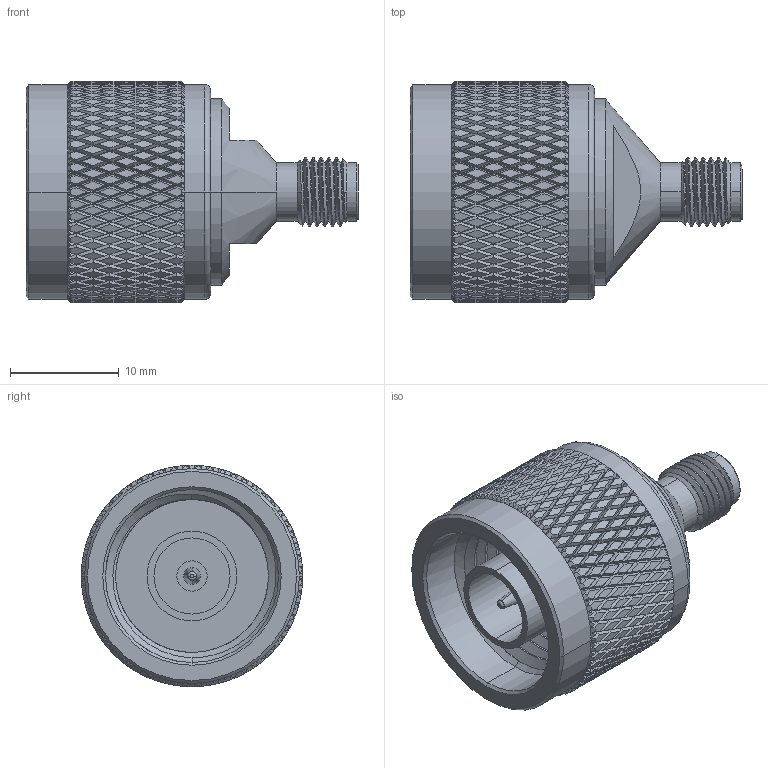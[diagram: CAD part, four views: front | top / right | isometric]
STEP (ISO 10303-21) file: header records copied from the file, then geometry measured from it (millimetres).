
FILE_DESCRIPTION (( 'STEP AP203' ), '1' );
FILE_NAME ('PE9081.step', '2018-10-11T14:30:01', ( '' ), ( '' ), 'SwSTEP 2.0', 'SolidWorks 2017', '' );
FILE_SCHEMA (( 'CONFIG_CONTROL_DESIGN' ));
Products named in the file (1): PE9081
Bounding box: 30.48 x 20.32 x 20.32 mm (x, y, z)
Volume: 4547.5 mm3; surface area: 4437.2 mm2
Topology: 4 solids, 4 shells, 2347 faces, 5001 edges, 2671 vertices
Faces by surface type: bspline 1798, cylinder 500, cone 26, plane 19, torus 4
Entity records: 92073 total; most frequent: CARTESIAN_POINT 61723, ORIENTED_EDGE 10002, EDGE_CURVE 5001, VERTEX_POINT 2671, EDGE_LOOP 2358, ADVANCED_FACE 2347, FACE_OUTER_BOUND 2347, B_SPLINE_CURVE_WITH_KNOTS 2039
